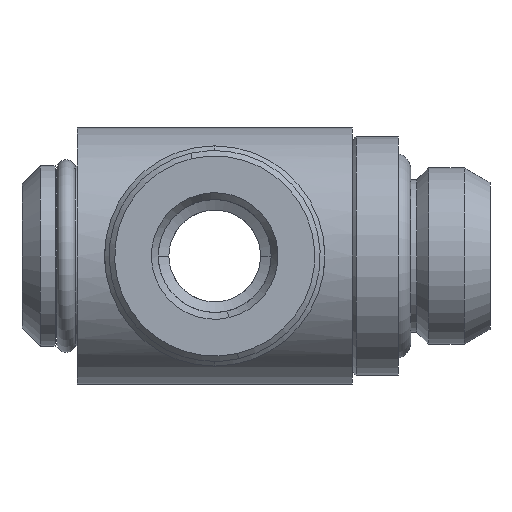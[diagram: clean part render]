
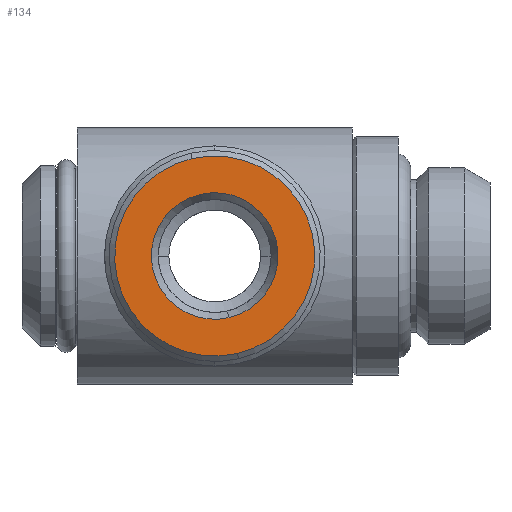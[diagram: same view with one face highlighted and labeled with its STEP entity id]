
A CAD part, left-side view. The second image highlights one B-rep face of the part: STEP entity #134.
In plain terms, the highlighted planar face has unit normal (-1, 0, 0).
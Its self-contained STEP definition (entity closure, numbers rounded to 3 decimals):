
#134 = ADVANCED_FACE ( 'NONE', ( #1463, #1462 ), #1455, .T. ) ;
#135 = EDGE_LOOP ( 'NONE', ( #155, #146 ) ) ;
#138 = ORIENTED_EDGE ( 'NONE', *, *, #139, .F. ) ;
#139 = EDGE_CURVE ( 'NONE', #1165, #1171, #1606, .T. ) ;
#141 = ORIENTED_EDGE ( 'NONE', *, *, #1167, .F. ) ;
#144 = EDGE_LOOP ( 'NONE', ( #141, #138 ) ) ;
#146 = ORIENTED_EDGE ( 'NONE', *, *, #156, .T. ) ;
#155 = ORIENTED_EDGE ( 'NONE', *, *, #1128, .T. ) ;
#156 = EDGE_CURVE ( 'NONE', #1194, #1129, #1609, .T. ) ;
#1128 = EDGE_CURVE ( 'NONE', #1129, #1194, #3674, .T. ) ;
#1129 = VERTEX_POINT ( 'NONE', #3675 ) ;
#1165 = VERTEX_POINT ( 'NONE', #3757 ) ;
#1167 = EDGE_CURVE ( 'NONE', #1171, #1165, #3738, .T. ) ;
#1171 = VERTEX_POINT ( 'NONE', #3800 ) ;
#1194 = VERTEX_POINT ( 'NONE', #3819 ) ;
#1454 = CARTESIAN_POINT ( 'NONE',  ( -22.7, 20.309, -1.231 ) ) ;
#1455 = PLANE ( 'NONE',  #1530 ) ;
#1458 = DIRECTION ( 'NONE',  ( 0., -0.226, -0.974 ) ) ;
#1462 = FACE_OUTER_BOUND ( 'NONE', #144, .T. ) ;
#1463 = FACE_BOUND ( 'NONE', #135, .T. ) ;
#1528 = DIRECTION ( 'NONE',  ( 0., 0.226, 0.974 ) ) ;
#1529 = DIRECTION ( 'NONE',  ( -1., 0., 0. ) ) ;
#1530 = AXIS2_PLACEMENT_3D ( 'NONE', #1454, #1529, #1528 ) ;
#1548 = DIRECTION ( 'NONE',  ( 0., -0.226, -0.974 ) ) ;
#1549 = DIRECTION ( 'NONE',  ( 1., 0., 0. ) ) ;
#1550 = AXIS2_PLACEMENT_3D ( 'NONE', #1608, #1549, #1548 ) ;
#1603 = DIRECTION ( 'NONE',  ( 1., 0., 0. ) ) ;
#1604 = CARTESIAN_POINT ( 'NONE',  ( -22.7, 15., 0. ) ) ;
#1605 = AXIS2_PLACEMENT_3D ( 'NONE', #1604, #1603, #1458 ) ;
#1606 = CIRCLE ( 'NONE', #1605, 5.45 ) ;
#1608 = CARTESIAN_POINT ( 'NONE',  ( -22.7, 15., 0. ) ) ;
#1609 = CIRCLE ( 'NONE', #1550, 3.45 ) ;
#3648 = CARTESIAN_POINT ( 'NONE',  ( -22.7, 15., 0. ) ) ;
#3674 = CIRCLE ( 'NONE', #3730, 3.45 ) ;
#3675 = CARTESIAN_POINT ( 'NONE',  ( -22.7, 15.779, 3.361 ) ) ;
#3706 = DIRECTION ( 'NONE',  ( 0., -0.226, -0.974 ) ) ;
#3708 = CARTESIAN_POINT ( 'NONE',  ( -22.7, 15., 0. ) ) ;
#3728 = DIRECTION ( 'NONE',  ( 0., -0.226, -0.974 ) ) ;
#3729 = DIRECTION ( 'NONE',  ( 1., 0., 0. ) ) ;
#3730 = AXIS2_PLACEMENT_3D ( 'NONE', #3708, #3729, #3728 ) ;
#3736 = DIRECTION ( 'NONE',  ( 1., 0., 0. ) ) ;
#3737 = AXIS2_PLACEMENT_3D ( 'NONE', #3648, #3736, #3706 ) ;
#3738 = CIRCLE ( 'NONE', #3737, 5.45 ) ;
#3757 = CARTESIAN_POINT ( 'NONE',  ( -22.7, 16.231, 5.309 ) ) ;
#3800 = CARTESIAN_POINT ( 'NONE',  ( -22.7, 13.769, -5.309 ) ) ;
#3819 = CARTESIAN_POINT ( 'NONE',  ( -22.7, 14.221, -3.361 ) ) ;
